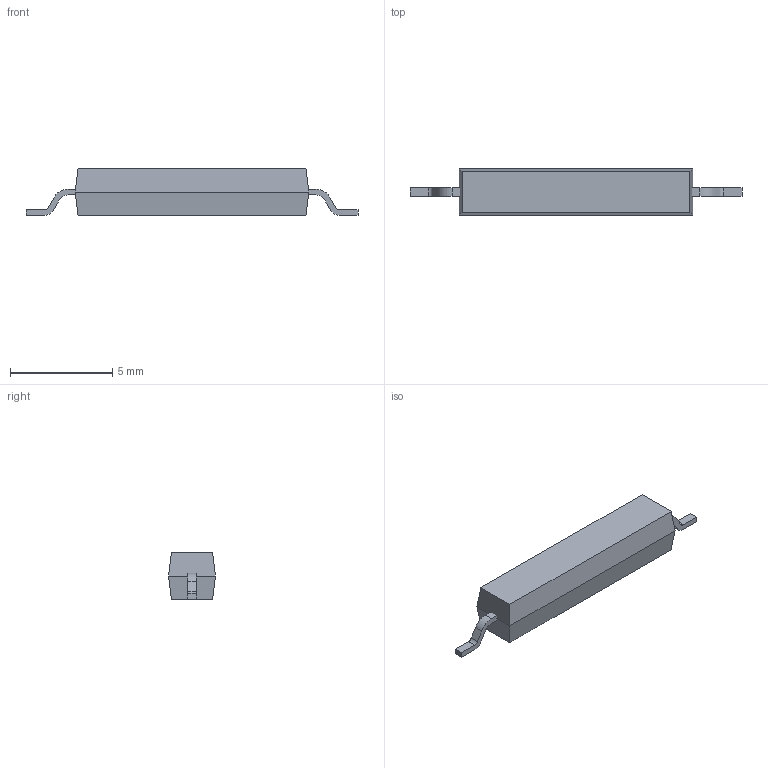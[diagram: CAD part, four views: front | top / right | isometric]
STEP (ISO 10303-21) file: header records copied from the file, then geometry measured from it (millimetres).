
FILE_DESCRIPTION((''),'2;1');
FILE_NAME('SENS_HAMLIN_59170-1-X-00-C.stp','2011-02-08T10:21:04',(''),(''),'Mechanical Desktop 2011','Mechanical Desktop 2011',', , ');
FILE_SCHEMA(('AUTOMOTIVE_DESIGN { 1 2 10303 214 1 1 1 1 }'));
Length unit declared in the file: millimetre
Products named in the file (1): Product
Bounding box: 16.25 x 2.29 x 2.29 mm (x, y, z)
Volume: 56.3 mm3; surface area: 115.9 mm2
Topology: 3 solids, 3 shells, 38 faces, 92 edges, 60 vertices
Faces by surface type: plane 18, bspline 16, cylinder 4
Entity records: 1202 total; most frequent: CARTESIAN_POINT 295, ORIENTED_EDGE 184, DIRECTION 154, EDGE_CURVE 92, VECTOR 76, LINE 76, VERTEX_POINT 60, AXIS2_PLACEMENT_3D 39
